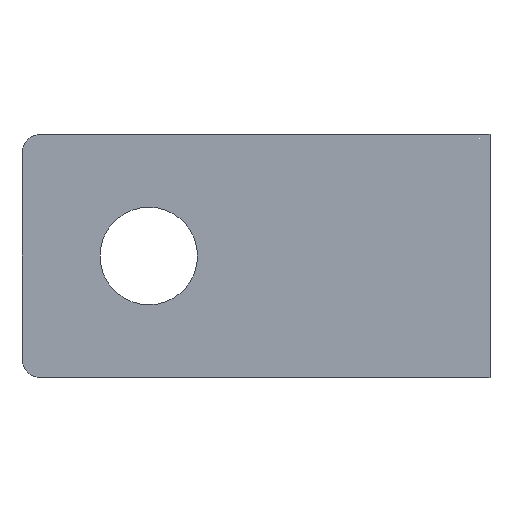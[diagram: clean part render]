
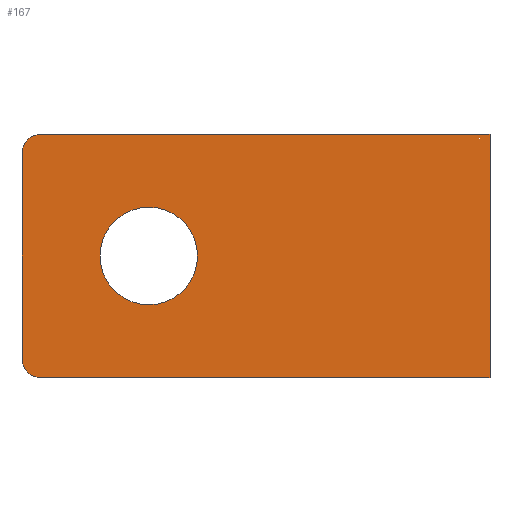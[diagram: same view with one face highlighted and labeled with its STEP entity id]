
A CAD part, front view. The second image highlights one B-rep face of the part: STEP entity #167.
In plain terms, the highlighted planar face has unit normal (0, -1, 0).
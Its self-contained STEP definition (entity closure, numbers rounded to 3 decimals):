
#16=FACE_BOUND('',#42,.T.);
#22=PLANE('',#205);
#31=FACE_OUTER_BOUND('',#41,.T.);
#41=EDGE_LOOP('',(#149,#150,#151,#152,#153,#154));
#42=EDGE_LOOP('',(#155));
#44=LINE('',#263,#59);
#48=LINE('',#271,#63);
#52=LINE('',#283,#67);
#56=LINE('',#294,#71);
#59=VECTOR('',#217,10.);
#63=VECTOR('',#223,10.);
#67=VECTOR('',#235,10.);
#71=VECTOR('',#247,10.);
#74=CIRCLE('',#193,5.);
#75=CIRCLE('',#197,2.);
#77=CIRCLE('',#201,2.);
#80=VERTEX_POINT('',#257);
#81=VERTEX_POINT('',#261);
#82=VERTEX_POINT('',#262);
#85=VERTEX_POINT('',#270);
#87=VERTEX_POINT('',#276);
#89=VERTEX_POINT('',#282);
#91=VERTEX_POINT('',#288);
#95=EDGE_CURVE('',#80,#80,#74,.T.);
#96=EDGE_CURVE('',#81,#82,#44,.T.);
#100=EDGE_CURVE('',#85,#81,#48,.T.);
#103=EDGE_CURVE('',#87,#85,#75,.T.);
#106=EDGE_CURVE('',#89,#87,#52,.T.);
#109=EDGE_CURVE('',#91,#89,#77,.T.);
#112=EDGE_CURVE('',#82,#91,#56,.T.);
#149=ORIENTED_EDGE('',*,*,#112,.F.);
#150=ORIENTED_EDGE('',*,*,#96,.F.);
#151=ORIENTED_EDGE('',*,*,#100,.F.);
#152=ORIENTED_EDGE('',*,*,#103,.F.);
#153=ORIENTED_EDGE('',*,*,#106,.F.);
#154=ORIENTED_EDGE('',*,*,#109,.F.);
#155=ORIENTED_EDGE('',*,*,#95,.F.);
#167=ADVANCED_FACE('',(#31,#16),#22,.F.);
#193=AXIS2_PLACEMENT_3D('',#259,#213,#214);
#197=AXIS2_PLACEMENT_3D('',#277,#228,#229);
#201=AXIS2_PLACEMENT_3D('',#289,#240,#241);
#205=AXIS2_PLACEMENT_3D('',#297,#251,#252);
#213=DIRECTION('center_axis',(0.,-1.,0.));
#214=DIRECTION('ref_axis',(1.,0.,0.));
#217=DIRECTION('',(0.,0.,-1.));
#223=DIRECTION('',(1.,0.,0.));
#228=DIRECTION('center_axis',(0.,1.,0.));
#229=DIRECTION('ref_axis',(-1.,0.,0.));
#235=DIRECTION('',(0.,0.,1.));
#240=DIRECTION('center_axis',(0.,1.,0.));
#241=DIRECTION('ref_axis',(0.,0.,-1.));
#247=DIRECTION('',(-1.,0.,0.));
#251=DIRECTION('center_axis',(0.,1.,0.));
#252=DIRECTION('ref_axis',(0.,0.,1.));
#257=CARTESIAN_POINT('',(-40.,0.,-12.5));
#259=CARTESIAN_POINT('Origin',(-35.,0.,-12.5));
#261=CARTESIAN_POINT('',(0.,0.,0.));
#262=CARTESIAN_POINT('',(0.,0.,-25.));
#263=CARTESIAN_POINT('',(0.,0.,0.));
#270=CARTESIAN_POINT('',(-46.,0.,0.));
#271=CARTESIAN_POINT('',(-46.,0.,0.));
#276=CARTESIAN_POINT('',(-48.,0.,-2.));
#277=CARTESIAN_POINT('Origin',(-46.,0.,-2.));
#282=CARTESIAN_POINT('',(-48.,0.,-23.));
#283=CARTESIAN_POINT('',(-48.,0.,-23.));
#288=CARTESIAN_POINT('',(-46.,0.,-25.));
#289=CARTESIAN_POINT('Origin',(-46.,0.,-23.));
#294=CARTESIAN_POINT('',(0.,0.,-25.));
#297=CARTESIAN_POINT('Origin',(-24.,0.,-12.5));
